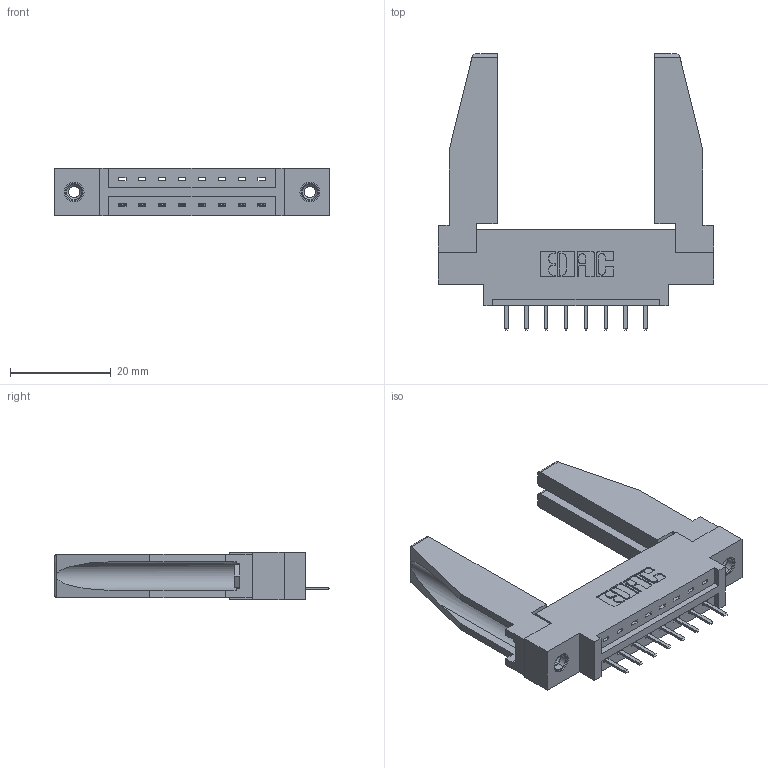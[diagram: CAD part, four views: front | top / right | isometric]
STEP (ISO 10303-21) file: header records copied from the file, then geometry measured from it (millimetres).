
FILE_DESCRIPTION (( 'STEP AP203' ), '1' );
FILE_NAME ('387-008-520-678.STEP', '2019-10-02T03:07:01', ( '' ), ( '' ), 'SwSTEP 2.0', 'SolidWorks 2016', '' );
FILE_SCHEMA (( 'CONFIG_CONTROL_DESIGN' ));
Length unit declared in the file: inch
Products named in the file (5): 307-220-078; 387-008-520-678; 345-250-001_345-250-001-102; 337 Part_0.170 Offset - 0.156 Dia-TI; 345-292-001_345-293-120
Assembly tree (13 placements, depth 2):
  387-008-520-678
    337 Part_0.170 Offset - 0.156 Dia-TI
    345-292-001_345-293-120  x8
    345-250-001_345-250-001-102  x2
    307-220-078  x2
Bounding box: 54.71 x 54.82 x 9.4 mm (x, y, z)
Volume: 9113.7 mm3; surface area: 8952.9 mm2
Topology: 13 solids, 13 shells, 776 faces, 2221 edges, 1450 vertices
Faces by surface type: plane 542, cylinder 218, cone 12, torus 4
Entity records: 13030 total; most frequent: CARTESIAN_POINT 2272, ORIENTED_EDGE 2160, DIRECTION 1980, EDGE_CURVE 1080, VECTOR 910, LINE 910, VERTEX_POINT 712, AXIS2_PLACEMENT_3D 535
